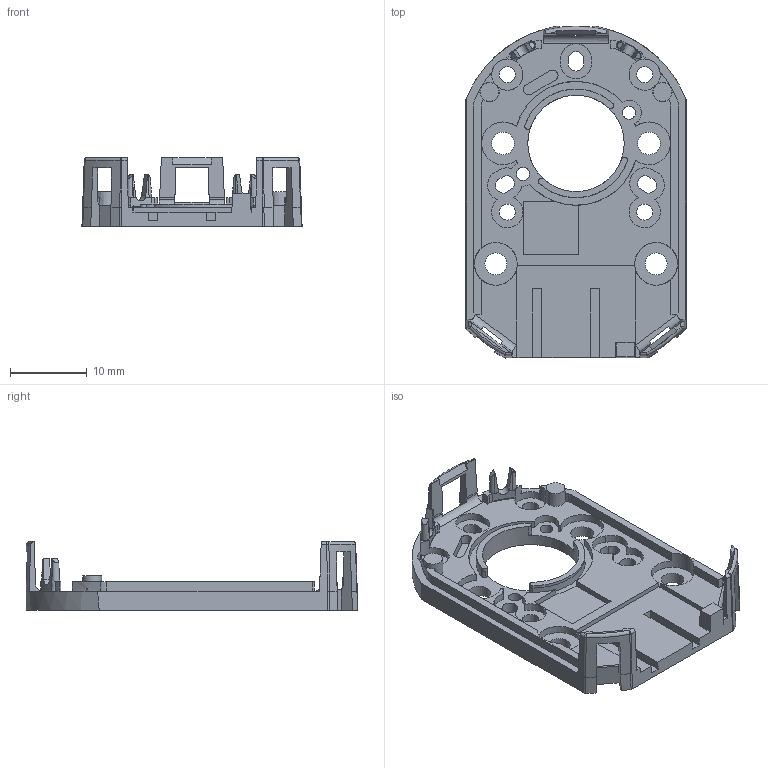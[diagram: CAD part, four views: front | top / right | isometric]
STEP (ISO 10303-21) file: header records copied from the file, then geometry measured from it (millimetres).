
FILE_DESCRIPTION(/* description */ ('STEP AP242','CAx-IF Rec.Pracs.---Representation and Presentation of Product Manufacturing Information (PMI)---4.0---2014-10-13','CAx-IF Rec.Pracs.---3D Tessellated Geometry---0.4---2014-09-14','2;1'),/* implementation_level */ '2;1');
FILE_NAME(/* name */ 'Assembly 1 - Part 1 (1)',/* time_stamp */ '2025-02-09T17:05:56Z',/* author */ (''),/* organization */ (''),/* preprocessor_version */ 'ST-DEVELOPER v20',/* originating_system */ 'ONSHAPE BY PTC INC, 1.193',/* authorisation */ ' ');
FILE_SCHEMA (('AP242_MANAGED_MODEL_BASED_3D_ENGINEERING_MIM_LF { 1 0 10303 442 1 1 4 }'));
Length unit declared in the file: metre
Products named in the file (1): Part 1
Bounding box: 28.77 x 43.38 x 9 mm (x, y, z)
Volume: 2220.4 mm3; surface area: 3333 mm2
Topology: 1 solids, 1 shells, 256 faces, 744 edges, 486 vertices
Faces by surface type: plane 133, cylinder 83, cone 33, sphere 4, torus 3
Full cylindrical faces by diameter (mm): 1.7 x2, 2.1 x4, 2.87 x2, 2.95 x2, 4.1 x2, 5.6 x2, 12.6 x1
Entity records: 8552 total; most frequent: CARTESIAN_POINT 1624, DIRECTION 1504, ORIENTED_EDGE 1436, EDGE_CURVE 718, AXIS2_PLACEMENT_3D 579, VERTEX_POINT 479, LINE 346, VECTOR 346
